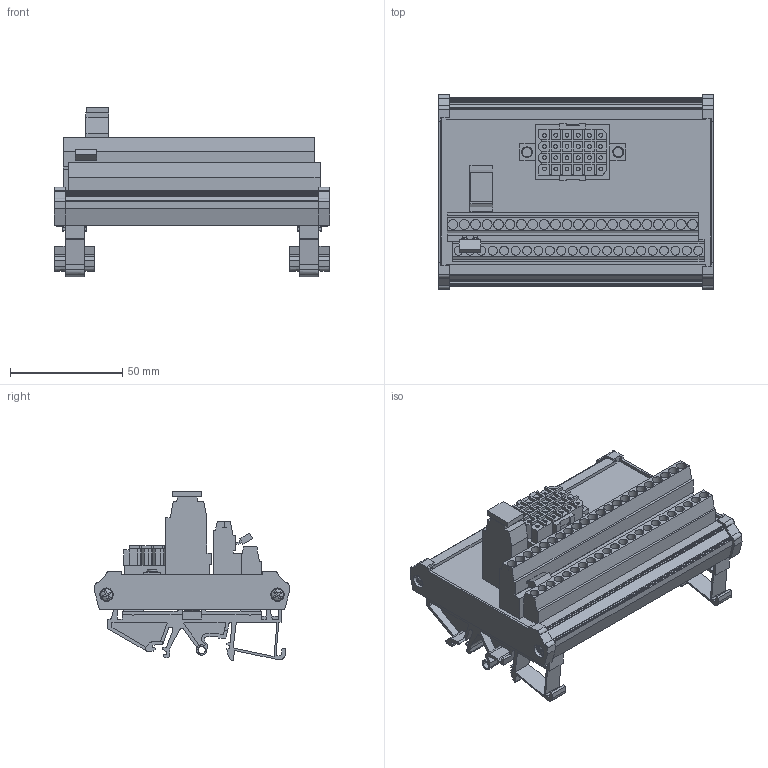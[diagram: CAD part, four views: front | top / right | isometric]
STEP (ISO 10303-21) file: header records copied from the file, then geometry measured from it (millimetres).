
FILE_DESCRIPTION(('CATIA V5R22 STEP214','CAx-IF Rec.Pracs.--- Model Styling and Organization---1.4--- 2014-01-23'),'2;1');
FILE_NAME ('D1548762_0', '2022-10-24T14:34:58+00:00', ('Weidmueller Interface'), ('Weidmueller'), 'CATIA Version 5-6 Release 2016 SP3 HF44', 'CATIA V5 STEP AP214', 'none');
FILE_SCHEMA(('AUTOMOTIVE_DESIGN { 1 0 10303 214 1 1 1 1 }'));
Products named in the file (1): 9441700000_RS 16IO 2W R S
Bounding box: 122.5 x 86.4 x 75.55 mm (x, y, z)
Volume: 123657.8 mm3; surface area: 91466.8 mm2
Topology: 1 solids, 31 shells, 1789 faces, 4807 edges, 3149 vertices
Faces by surface type: plane 1125, cylinder 527, bspline 121, torus 8, sphere 8
Entity records: 61076 total; most frequent: CARTESIAN_POINT 16288, ORIENTED_EDGE 9614, DIRECTION 7467, EDGE_CURVE 4807, VECTOR 3230, LINE 3230, VERTEX_POINT 3149, AXIS2_PLACEMENT_3D 2572
